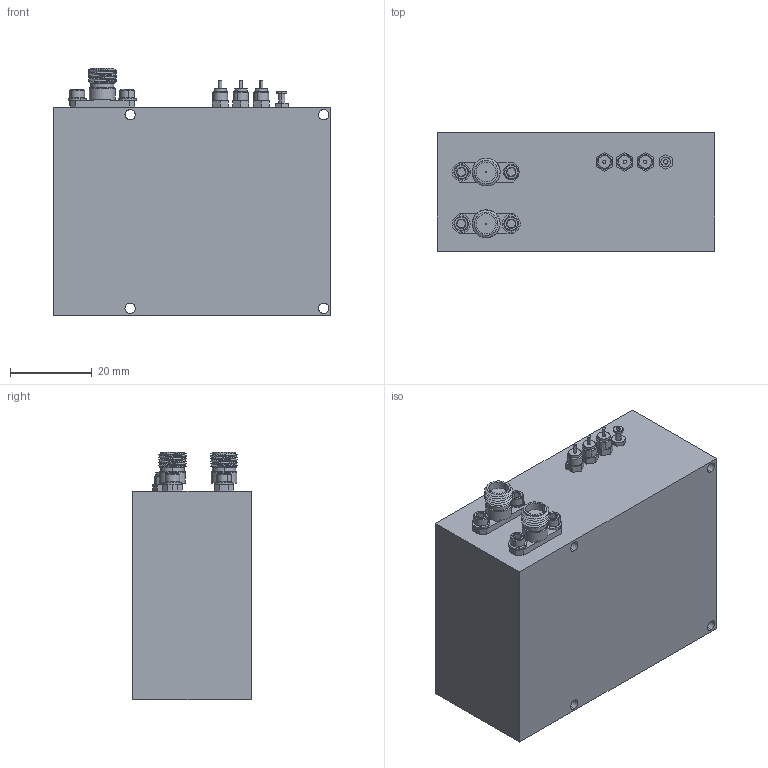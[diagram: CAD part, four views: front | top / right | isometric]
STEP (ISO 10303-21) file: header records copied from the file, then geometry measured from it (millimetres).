
FILE_DESCRIPTION (( 'STEP AP203' ), '1' );
FILE_NAME ('SOP-34310115-KM-I8.STEP', '2021-03-23T18:48:52', ( '' ), ( '' ), 'SwSTEP 2.0', 'SolidWorks 2020', '' );
FILE_SCHEMA (( 'CONFIG_CONTROL_DESIGN' ));
Length unit declared in the file: millimetre
Products named in the file (1): SOP-34310115-KM-I8
Bounding box: 67.8 x 29.02 x 60.33 mm (x, y, z)
Volume: 100323.1 mm3; surface area: 17439.7 mm2
Topology: 16 solids, 16 shells, 1214 faces, 3222 edges, 2109 vertices
Faces by surface type: plane 466, cylinder 386, bspline 271, cone 81, torus 10
Entity records: 66441 total; most frequent: CARTESIAN_POINT 39676, ORIENTED_EDGE 6444, DIRECTION 4216, EDGE_CURVE 3222, VERTEX_POINT 2109, LINE 1682, VECTOR 1682, EDGE_LOOP 1305
